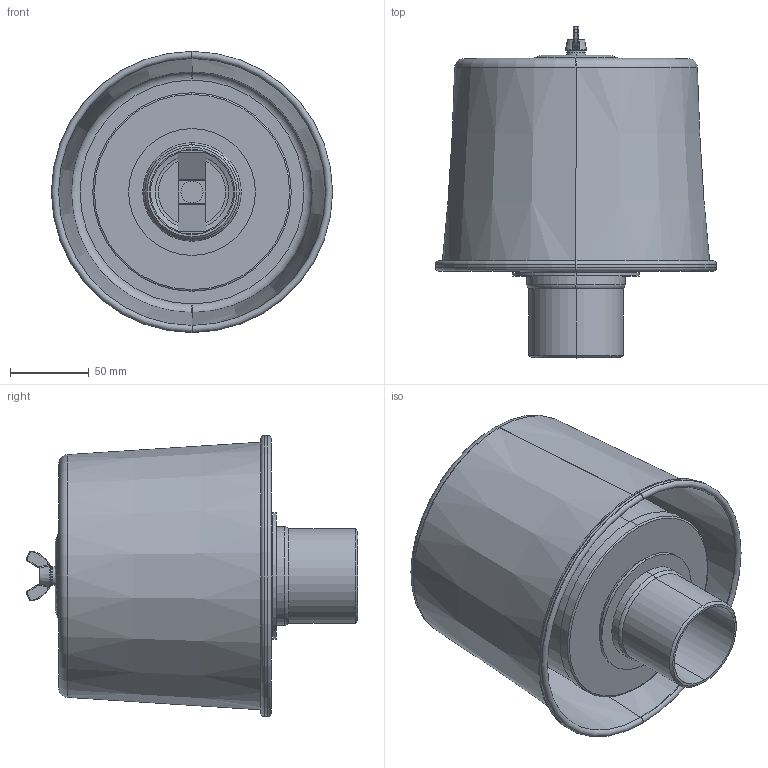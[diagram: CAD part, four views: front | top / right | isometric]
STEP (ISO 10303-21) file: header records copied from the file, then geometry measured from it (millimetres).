
FILE_DESCRIPTION((''),'2;1');
FILE_NAME('401-00036_ASM','2017-03-07T',('DELL'),('vacuvane vacuum technology gmbh'),'CREO PARAMETRIC BY PTC INC, 2014190','CREO PARAMETRIC BY PTC INC, 2014190','');
FILE_SCHEMA(('CONFIG_CONTROL_DESIGN'));
Length unit declared in the file: millimetre
Products named in the file (8): 401-00036-900; 401-00036-901; 401-00061; 401-00036-902; 401-00036-903; 000-00175; DIN-314-M6; 401-00036_ASM
Assembly tree (8 placements, depth 2):
  401-00036_ASM
    401-00036-900
    401-00036-901  x2
    401-00061
    401-00036-902
    401-00036-903
    000-00175
    DIN-314-M6
Bounding box: 178.5 x 210.75 x 178.5 mm (x, y, z)
Volume: 1219889.5 mm3; surface area: 337367.6 mm2
Topology: 8 solids, 8 shells, 209 faces, 476 edges, 284 vertices
Faces by surface type: cylinder 64, torus 54, plane 45, bspline 24, cone 22
Entity records: 7222 total; most frequent: CARTESIAN_POINT 2391, DIRECTION 1066, ORIENTED_EDGE 936, EDGE_CURVE 468, AXIS2_PLACEMENT_3D 461, VERTEX_POINT 280, CIRCLE 264, EDGE_LOOP 228
